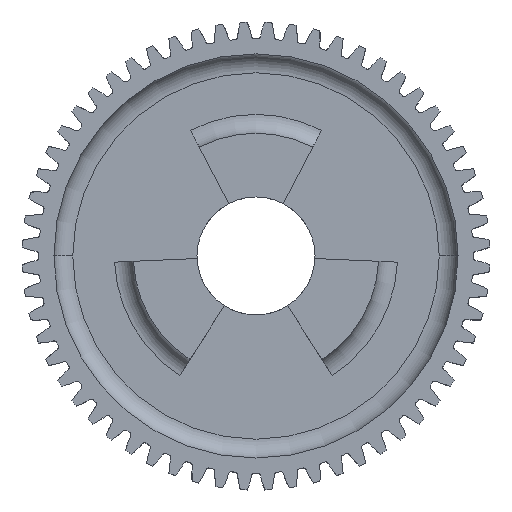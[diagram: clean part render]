
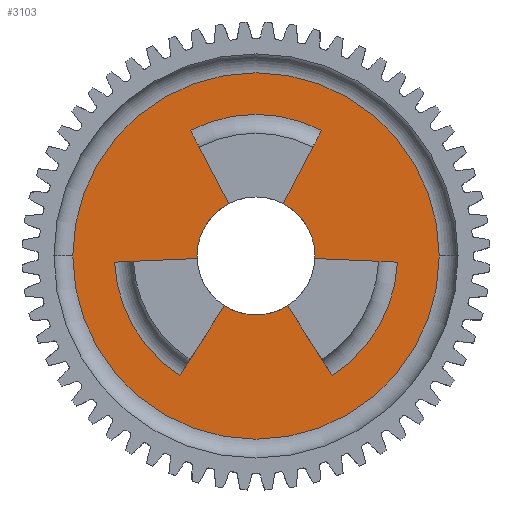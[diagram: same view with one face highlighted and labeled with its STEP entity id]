
A CAD part, top view. The second image highlights one B-rep face of the part: STEP entity #3103.
In plain terms, the highlighted planar face has unit normal (0, 0, 1).
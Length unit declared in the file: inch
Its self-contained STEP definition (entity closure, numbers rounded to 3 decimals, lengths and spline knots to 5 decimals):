
#195 = EDGE_CURVE ( 'NONE', #9777, #4715, #3043, .T. ) ;
#200 = AXIS2_PLACEMENT_3D ( 'NONE', #17050, #6246, #18862 ) ;
#506 = CIRCLE ( 'NONE', #200, 0.9375 ) ;
#536 = DIRECTION ( 'NONE',  ( 1., 0., 0. ) ) ;
#805 = ORIENTED_EDGE ( 'NONE', *, *, #6089, .F. ) ;
#866 = EDGE_CURVE ( 'NONE', #8897, #15454, #19935, .T. ) ;
#869 = ORIENTED_EDGE ( 'NONE', *, *, #195, .F. ) ;
#903 = EDGE_CURVE ( 'NONE', #21299, #11965, #15111, .T. ) ;
#947 = CARTESIAN_POINT ( 'NONE',  ( 0., 0., 0.0375 ) ) ;
#1629 = CARTESIAN_POINT ( 'NONE',  ( 1.21292, 0., 0.0375 ) ) ;
#1866 = DIRECTION ( 'NONE',  ( 0.537, -0.843, 0. ) ) ;
#1872 = DIRECTION ( 'NONE',  ( 0., 0., 1. ) ) ;
#1890 = VECTOR ( 'NONE', #19548, 39.37008 ) ;
#2159 = ORIENTED_EDGE ( 'NONE', *, *, #17045, .F. ) ;
#2237 = CARTESIAN_POINT ( 'NONE',  ( -0.39025, -0.01704, 0.0375 ) ) ;
#2347 = CARTESIAN_POINT ( 'NONE',  ( 0., 0., 0.0375 ) ) ;
#2553 = DIRECTION ( 'NONE',  ( 0., 0., 1. ) ) ;
#2816 = EDGE_CURVE ( 'NONE', #21299, #13075, #506, .T. ) ;
#3043 = CIRCLE ( 'NONE', #19788, 0.39063 ) ;
#3103 = ADVANCED_FACE ( 'NONE', ( #16799, #21030 ), #7722, .T. ) ;
#3355 = EDGE_CURVE ( 'NONE', #8897, #9777, #11409, .T. ) ;
#3569 = DIRECTION ( 'NONE',  ( 0., 0., 1. ) ) ;
#4077 = EDGE_CURVE ( 'NONE', #22667, #12560, #5532, .T. ) ;
#4151 = DIRECTION ( 'NONE',  ( 1., 0., 0. ) ) ;
#4291 = DIRECTION ( 'NONE',  ( 0., 0., -1. ) ) ;
#4322 = CARTESIAN_POINT ( 'NONE',  ( 0., 0., 0.0375 ) ) ;
#4523 = EDGE_LOOP ( 'NONE', ( #805, #9253, #11374, #23314, #869, #17901, #5021, #20572, #2159, #20633, #18547, #6993, #13311, #5350 ) ) ;
#4661 = EDGE_LOOP ( 'NONE', ( #21914, #4908 ) ) ;
#4715 = VERTEX_POINT ( 'NONE', #16178 ) ;
#4860 = CARTESIAN_POINT ( 'NONE',  ( 0.43289, 0.83157, 0.0375 ) ) ;
#4908 = ORIENTED_EDGE ( 'NONE', *, *, #4991, .T. ) ;
#4991 = EDGE_CURVE ( 'NONE', #22525, #10431, #14801, .T. ) ;
#5021 = ORIENTED_EDGE ( 'NONE', *, *, #866, .T. ) ;
#5267 = EDGE_CURVE ( 'NONE', #20487, #15454, #23258, .T. ) ;
#5350 = ORIENTED_EDGE ( 'NONE', *, *, #20060, .F. ) ;
#5532 = LINE ( 'NONE', #9455, #13370 ) ;
#5551 = VECTOR ( 'NONE', #13477, 39.37008 ) ;
#5579 = CARTESIAN_POINT ( 'NONE',  ( 0.20988, -0.32945, 0.0375 ) ) ;
#5736 = DIRECTION ( 'NONE',  ( 0., 0., 1. ) ) ;
#5836 = CARTESIAN_POINT ( 'NONE',  ( 0.50372, -0.79068, 0.0375 ) ) ;
#5965 = VERTEX_POINT ( 'NONE', #14881 ) ;
#6060 = AXIS2_PLACEMENT_3D ( 'NONE', #9818, #22412, #11628 ) ;
#6067 = VECTOR ( 'NONE', #8060, 39.37008 ) ;
#6089 = EDGE_CURVE ( 'NONE', #6938, #22436, #21005, .T. ) ;
#6120 = DIRECTION ( 'NONE',  ( 1., 0., 0. ) ) ;
#6197 = AXIS2_PLACEMENT_3D ( 'NONE', #12602, #1872, #14421 ) ;
#6246 = DIRECTION ( 'NONE',  ( 0., 0., -1. ) ) ;
#6407 = CARTESIAN_POINT ( 'NONE',  ( 0.93661, -0.04089, 0.0375 ) ) ;
#6489 = EDGE_CURVE ( 'NONE', #10431, #22525, #15065, .T. ) ;
#6938 = VERTEX_POINT ( 'NONE', #11611 ) ;
#6993 = ORIENTED_EDGE ( 'NONE', *, *, #10477, .F. ) ;
#7246 = AXIS2_PLACEMENT_3D ( 'NONE', #15070, #4291, #16894 ) ;
#7438 = CIRCLE ( 'NONE', #12818, 0.39063 ) ;
#7472 = CARTESIAN_POINT ( 'NONE',  ( 0.39025, -0.01704, 0.0375 ) ) ;
#7719 = CARTESIAN_POINT ( 'NONE',  ( 0., 0., 0.0375 ) ) ;
#7722 = PLANE ( 'NONE',  #10997 ) ;
#8060 = DIRECTION ( 'NONE',  ( -0.999, 0.044, 0. ) ) ;
#8626 = CARTESIAN_POINT ( 'NONE',  ( -0.50372, -0.79068, 0.0375 ) ) ;
#8742 = DIRECTION ( 'NONE',  ( -0.999, -0.044, 0. ) ) ;
#8897 = VERTEX_POINT ( 'NONE', #6407 ) ;
#8898 = AXIS2_PLACEMENT_3D ( 'NONE', #14326, #3569, #16159 ) ;
#9253 = ORIENTED_EDGE ( 'NONE', *, *, #18622, .T. ) ;
#9331 = EDGE_CURVE ( 'NONE', #5965, #17257, #7438, .T. ) ;
#9455 = CARTESIAN_POINT ( 'NONE',  ( 0., 0., 0.0375 ) ) ;
#9516 = DIRECTION ( 'NONE',  ( 1., 0., 0. ) ) ;
#9777 = VERTEX_POINT ( 'NONE', #7472 ) ;
#9818 = CARTESIAN_POINT ( 'NONE',  ( 0., 0., 0.0375 ) ) ;
#9908 = EDGE_CURVE ( 'NONE', #4715, #22667, #21801, .T. ) ;
#10431 = VERTEX_POINT ( 'NONE', #1629 ) ;
#10477 = EDGE_CURVE ( 'NONE', #17257, #13075, #18192, .T. ) ;
#10997 = AXIS2_PLACEMENT_3D ( 'NONE', #16714, #18446, #9516 ) ;
#11098 = CARTESIAN_POINT ( 'NONE',  ( 0.18037, 0.34649, 0.0375 ) ) ;
#11256 = DIRECTION ( 'NONE',  ( 0., 0., 1. ) ) ;
#11269 = CARTESIAN_POINT ( 'NONE',  ( -1.21292, 0., 0.0375 ) ) ;
#11374 = ORIENTED_EDGE ( 'NONE', *, *, #4077, .F. ) ;
#11409 = LINE ( 'NONE', #21607, #6067 ) ;
#11561 = CIRCLE ( 'NONE', #22646, 0.39063 ) ;
#11611 = CARTESIAN_POINT ( 'NONE',  ( -0.43289, 0.83157, 0.0375 ) ) ;
#11628 = DIRECTION ( 'NONE',  ( 1., 0., 0. ) ) ;
#11965 = VERTEX_POINT ( 'NONE', #20469 ) ;
#12560 = VERTEX_POINT ( 'NONE', #4860 ) ;
#12602 = CARTESIAN_POINT ( 'NONE',  ( 0., 0., 0.0375 ) ) ;
#12818 = AXIS2_PLACEMENT_3D ( 'NONE', #22045, #11256, #536 ) ;
#12953 = CIRCLE ( 'NONE', #6197, 0.39063 ) ;
#13075 = VERTEX_POINT ( 'NONE', #13597 ) ;
#13286 = CARTESIAN_POINT ( 'NONE',  ( 0., 0., 0.0375 ) ) ;
#13311 = ORIENTED_EDGE ( 'NONE', *, *, #9331, .F. ) ;
#13370 = VECTOR ( 'NONE', #20265, 39.37008 ) ;
#13477 = DIRECTION ( 'NONE',  ( 0.537, 0.843, 0. ) ) ;
#13597 = CARTESIAN_POINT ( 'NONE',  ( -0.93661, -0.04089, 0.0375 ) ) ;
#14251 = VECTOR ( 'NONE', #1866, 39.37008 ) ;
#14326 = CARTESIAN_POINT ( 'NONE',  ( 0., 0., 0.0375 ) ) ;
#14421 = DIRECTION ( 'NONE',  ( 1., 0., 0. ) ) ;
#14801 = CIRCLE ( 'NONE', #15388, 1.21292 ) ;
#14881 = CARTESIAN_POINT ( 'NONE',  ( -0.39063, 0., 0.0375 ) ) ;
#14917 = DIRECTION ( 'NONE',  ( 0., 0., 1. ) ) ;
#15065 = CIRCLE ( 'NONE', #8898, 1.21292 ) ;
#15070 = CARTESIAN_POINT ( 'NONE',  ( 0., 0., 0.0375 ) ) ;
#15111 = LINE ( 'NONE', #947, #5551 ) ;
#15122 = DIRECTION ( 'NONE',  ( 1., 0., 0. ) ) ;
#15388 = AXIS2_PLACEMENT_3D ( 'NONE', #13286, #2553, #15122 ) ;
#15454 = VERTEX_POINT ( 'NONE', #5836 ) ;
#16159 = DIRECTION ( 'NONE',  ( 1., 0., 0. ) ) ;
#16178 = CARTESIAN_POINT ( 'NONE',  ( 0.39063, 0., 0.0375 ) ) ;
#16544 = CARTESIAN_POINT ( 'NONE',  ( 0., 0., 0.0375 ) ) ;
#16714 = CARTESIAN_POINT ( 'NONE',  ( 0., 0., 0.0375 ) ) ;
#16799 = FACE_OUTER_BOUND ( 'NONE', #4661, .T. ) ;
#16894 = DIRECTION ( 'NONE',  ( 1., 0., 0. ) ) ;
#16923 = DIRECTION ( 'NONE',  ( 0., 0., 1. ) ) ;
#17045 = EDGE_CURVE ( 'NONE', #11965, #20487, #11561, .T. ) ;
#17050 = CARTESIAN_POINT ( 'NONE',  ( 0., 0., 0.0375 ) ) ;
#17257 = VERTEX_POINT ( 'NONE', #2237 ) ;
#17762 = CARTESIAN_POINT ( 'NONE',  ( -0.18037, 0.34649, 0.0375 ) ) ;
#17901 = ORIENTED_EDGE ( 'NONE', *, *, #3355, .F. ) ;
#18192 = LINE ( 'NONE', #23143, #22366 ) ;
#18348 = DIRECTION ( 'NONE',  ( 1., 0., 0. ) ) ;
#18446 = DIRECTION ( 'NONE',  ( 0., 0., 1. ) ) ;
#18547 = ORIENTED_EDGE ( 'NONE', *, *, #2816, .T. ) ;
#18622 = EDGE_CURVE ( 'NONE', #6938, #12560, #20316, .T. ) ;
#18862 = DIRECTION ( 'NONE',  ( 1., 0., 0. ) ) ;
#19548 = DIRECTION ( 'NONE',  ( 0.462, -0.887, 0. ) ) ;
#19788 = AXIS2_PLACEMENT_3D ( 'NONE', #2347, #14917, #4151 ) ;
#19935 = CIRCLE ( 'NONE', #7246, 0.9375 ) ;
#20060 = EDGE_CURVE ( 'NONE', #22436, #5965, #12953, .T. ) ;
#20085 = AXIS2_PLACEMENT_3D ( 'NONE', #16544, #5736, #18348 ) ;
#20265 = DIRECTION ( 'NONE',  ( 0.462, 0.887, 0. ) ) ;
#20316 = CIRCLE ( 'NONE', #6060, 0.9375 ) ;
#20469 = CARTESIAN_POINT ( 'NONE',  ( -0.20988, -0.32945, 0.0375 ) ) ;
#20487 = VERTEX_POINT ( 'NONE', #5579 ) ;
#20572 = ORIENTED_EDGE ( 'NONE', *, *, #5267, .F. ) ;
#20633 = ORIENTED_EDGE ( 'NONE', *, *, #903, .F. ) ;
#21005 = LINE ( 'NONE', #7719, #1890 ) ;
#21030 = FACE_BOUND ( 'NONE', #4523, .T. ) ;
#21299 = VERTEX_POINT ( 'NONE', #8626 ) ;
#21585 = CARTESIAN_POINT ( 'NONE',  ( 0., 0., 0.0375 ) ) ;
#21607 = CARTESIAN_POINT ( 'NONE',  ( 0., 0., 0.0375 ) ) ;
#21801 = CIRCLE ( 'NONE', #20085, 0.39063 ) ;
#21914 = ORIENTED_EDGE ( 'NONE', *, *, #6489, .T. ) ;
#22045 = CARTESIAN_POINT ( 'NONE',  ( 0., 0., 0.0375 ) ) ;
#22366 = VECTOR ( 'NONE', #8742, 39.37008 ) ;
#22412 = DIRECTION ( 'NONE',  ( 0., 0., -1. ) ) ;
#22436 = VERTEX_POINT ( 'NONE', #17762 ) ;
#22525 = VERTEX_POINT ( 'NONE', #11269 ) ;
#22646 = AXIS2_PLACEMENT_3D ( 'NONE', #4322, #16923, #6120 ) ;
#22667 = VERTEX_POINT ( 'NONE', #11098 ) ;
#23143 = CARTESIAN_POINT ( 'NONE',  ( 0., 0., 0.0375 ) ) ;
#23258 = LINE ( 'NONE', #21585, #14251 ) ;
#23314 = ORIENTED_EDGE ( 'NONE', *, *, #9908, .F. ) ;
